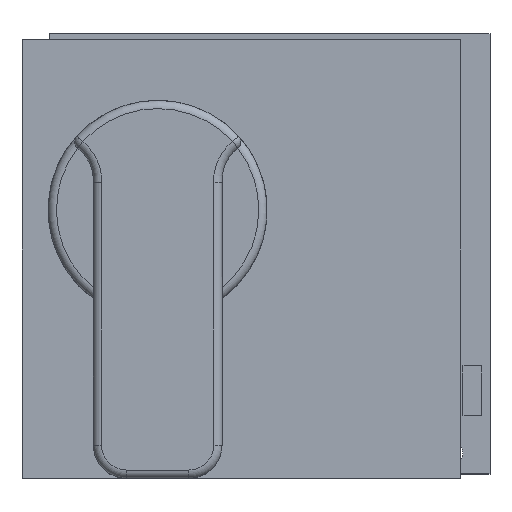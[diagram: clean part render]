
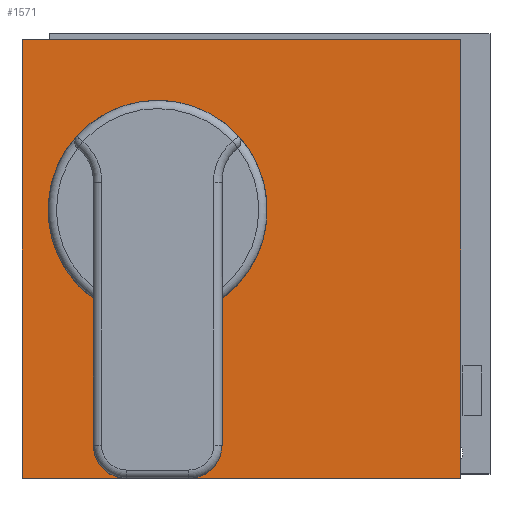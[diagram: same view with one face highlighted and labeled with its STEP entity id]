
A CAD part, top view. The second image highlights one B-rep face of the part: STEP entity #1571.
In plain terms, the highlighted planar face has unit normal (0, 0, 1).
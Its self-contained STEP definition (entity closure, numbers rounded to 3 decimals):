
#28 = EDGE_CURVE ( 'NONE', #798, #1789, #4350, .T. ) ;
#51 = VECTOR ( 'NONE', #156, 1000. ) ;
#130 = VERTEX_POINT ( 'NONE', #3310 ) ;
#156 = DIRECTION ( 'NONE',  ( 0., -1., 0. ) ) ;
#167 = AXIS2_PLACEMENT_3D ( 'NONE', #3982, #3357, #3720 ) ;
#258 = DIRECTION ( 'NONE',  ( 0., 1., 0. ) ) ;
#300 = CIRCLE ( 'NONE', #2915, 26.35 ) ;
#311 = CARTESIAN_POINT ( 'NONE',  ( 72.95, 41., 13.3 ) ) ;
#452 = EDGE_CURVE ( 'NONE', #3600, #798, #3747, .T. ) ;
#545 = DIRECTION ( 'NONE',  ( 1., 0., 0. ) ) ;
#556 = CARTESIAN_POINT ( 'NONE',  ( -15.5, -21.309, 13.3 ) ) ;
#563 = DIRECTION ( 'NONE',  ( 0., 0., 1. ) ) ;
#583 = CARTESIAN_POINT ( 'NONE',  ( 0., 0., 13.3 ) ) ;
#648 = CARTESIAN_POINT ( 'NONE',  ( 72.95, 41., 13.3 ) ) ;
#662 = EDGE_CURVE ( 'NONE', #4227, #130, #4306, .T. ) ;
#793 = ORIENTED_EDGE ( 'NONE', *, *, #1644, .T. ) ;
#798 = VERTEX_POINT ( 'NONE', #3517 ) ;
#836 = VECTOR ( 'NONE', #2687, 1000. ) ;
#865 = PLANE ( 'NONE',  #1183 ) ;
#999 = DIRECTION ( 'NONE',  ( 0., 0., 1. ) ) ;
#1014 = VERTEX_POINT ( 'NONE', #648 ) ;
#1019 = CARTESIAN_POINT ( 'NONE',  ( 0., 0., 13.3 ) ) ;
#1033 = CARTESIAN_POINT ( 'NONE',  ( 72.95, -64.6, 13.3 ) ) ;
#1089 = EDGE_CURVE ( 'NONE', #2683, #3600, #4238, .T. ) ;
#1183 = AXIS2_PLACEMENT_3D ( 'NONE', #583, #563, #545 ) ;
#1269 = VECTOR ( 'NONE', #258, 1000. ) ;
#1396 = CARTESIAN_POINT ( 'NONE',  ( -15.5, -28.736, 13.3 ) ) ;
#1501 = DIRECTION ( 'NONE',  ( 1., 0., 0. ) ) ;
#1524 = ORIENTED_EDGE ( 'NONE', *, *, #28, .F. ) ;
#1571 = ADVANCED_FACE ( 'NONE', ( #3420, #2603 ), #865, .T. ) ;
#1612 = LINE ( 'NONE', #3169, #2591 ) ;
#1643 = CARTESIAN_POINT ( 'NONE',  ( 15.5, -21.309, 13.3 ) ) ;
#1644 = EDGE_CURVE ( 'NONE', #3640, #1014, #2129, .T. ) ;
#1789 = VERTEX_POINT ( 'NONE', #1643 ) ;
#1816 = ORIENTED_EDGE ( 'NONE', *, *, #2747, .T. ) ;
#1900 = CARTESIAN_POINT ( 'NONE',  ( -32.65, 41., 13.3 ) ) ;
#1941 = ORIENTED_EDGE ( 'NONE', *, *, #1089, .F. ) ;
#2129 = LINE ( 'NONE', #311, #1269 ) ;
#2347 = ORIENTED_EDGE ( 'NONE', *, *, #452, .F. ) ;
#2404 = CARTESIAN_POINT ( 'NONE',  ( -15.5, -28.736, 13.3 ) ) ;
#2505 = ORIENTED_EDGE ( 'NONE', *, *, #3624, .F. ) ;
#2591 = VECTOR ( 'NONE', #3067, 1000. ) ;
#2603 = FACE_OUTER_BOUND ( 'NONE', #3418, .T. ) ;
#2643 = DIRECTION ( 'NONE',  ( -1., 0., 0. ) ) ;
#2683 = VERTEX_POINT ( 'NONE', #556 ) ;
#2687 = DIRECTION ( 'NONE',  ( 0., -1., 0. ) ) ;
#2689 = ORIENTED_EDGE ( 'NONE', *, *, #4068, .T. ) ;
#2747 = EDGE_CURVE ( 'NONE', #1014, #4227, #3325, .T. ) ;
#2891 = ORIENTED_EDGE ( 'NONE', *, *, #662, .T. ) ;
#2915 = AXIS2_PLACEMENT_3D ( 'NONE', #1019, #999, #1501 ) ;
#2986 = VECTOR ( 'NONE', #3470, 1000. ) ;
#3067 = DIRECTION ( 'NONE',  ( 1., 0., 0. ) ) ;
#3169 = CARTESIAN_POINT ( 'NONE',  ( -32.65, -64.6, 13.3 ) ) ;
#3260 = CARTESIAN_POINT ( 'NONE',  ( -32.65, 41., 13.3 ) ) ;
#3310 = CARTESIAN_POINT ( 'NONE',  ( -32.65, -64.6, 13.3 ) ) ;
#3325 = LINE ( 'NONE', #3555, #4567 ) ;
#3357 = DIRECTION ( 'NONE',  ( 0., 0., 1. ) ) ;
#3418 = EDGE_LOOP ( 'NONE', ( #1816, #2891, #2689, #793 ) ) ;
#3420 = FACE_BOUND ( 'NONE', #3901, .T. ) ;
#3470 = DIRECTION ( 'NONE',  ( 0., 1., 0. ) ) ;
#3517 = CARTESIAN_POINT ( 'NONE',  ( 15.5, -28.736, 13.3 ) ) ;
#3555 = CARTESIAN_POINT ( 'NONE',  ( -32.65, 41., 13.3 ) ) ;
#3600 = VERTEX_POINT ( 'NONE', #1396 ) ;
#3624 = EDGE_CURVE ( 'NONE', #1789, #2683, #300, .T. ) ;
#3640 = VERTEX_POINT ( 'NONE', #1033 ) ;
#3720 = DIRECTION ( 'NONE',  ( 1., 0., 0. ) ) ;
#3730 = CARTESIAN_POINT ( 'NONE',  ( 15.5, -28.736, 13.3 ) ) ;
#3747 = CIRCLE ( 'NONE', #167, 32.65 ) ;
#3901 = EDGE_LOOP ( 'NONE', ( #2347, #1941, #2505, #1524 ) ) ;
#3982 = CARTESIAN_POINT ( 'NONE',  ( 0., 0., 13.3 ) ) ;
#4068 = EDGE_CURVE ( 'NONE', #130, #3640, #1612, .T. ) ;
#4227 = VERTEX_POINT ( 'NONE', #1900 ) ;
#4238 = LINE ( 'NONE', #2404, #836 ) ;
#4306 = LINE ( 'NONE', #3260, #51 ) ;
#4350 = LINE ( 'NONE', #3730, #2986 ) ;
#4567 = VECTOR ( 'NONE', #2643, 1000. ) ;
